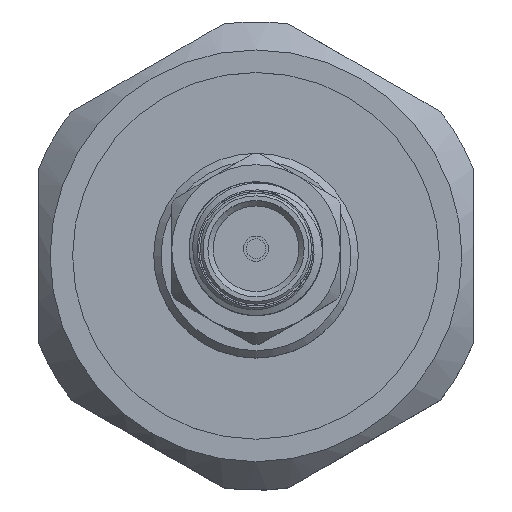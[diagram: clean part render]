
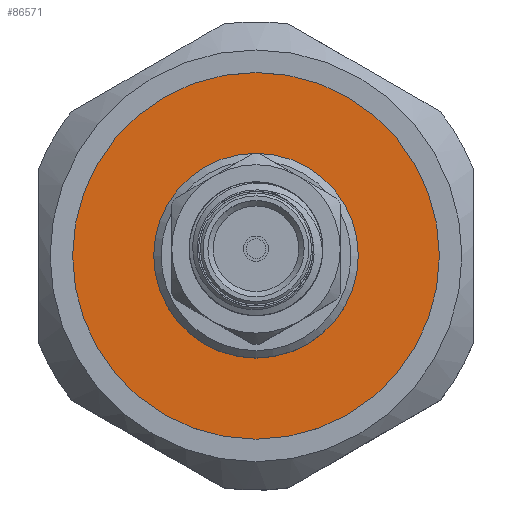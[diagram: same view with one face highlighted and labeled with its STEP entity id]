
A CAD part, top view. The second image highlights one B-rep face of the part: STEP entity #86571.
In plain terms, the highlighted face is planar.
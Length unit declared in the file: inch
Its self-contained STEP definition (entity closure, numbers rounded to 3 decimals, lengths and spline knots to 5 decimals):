
#1510 = CARTESIAN_POINT ( 'NONE',  ( 0.6846, 0., 0.34288 ) ) ;
#5604 = CARTESIAN_POINT ( 'NONE',  ( 0.6846, 0., 0. ) ) ;
#6452 = EDGE_LOOP ( 'NONE', ( #75678 ) ) ;
#10637 = AXIS2_PLACEMENT_3D ( 'NONE', #5604, #33251, #29145 ) ;
#11067 = CARTESIAN_POINT ( 'NONE',  ( 0.6846, 0., 0.17759 ) ) ;
#15410 = EDGE_CURVE ( 'NONE', #73181, #73181, #63491, .T. ) ;
#23975 = FACE_OUTER_BOUND ( 'NONE', #6452, .T. ) ;
#28889 = CARTESIAN_POINT ( 'NONE',  ( 0.6846, 0., 0. ) ) ;
#29145 = DIRECTION ( 'NONE',  ( 0., 0., 1. ) ) ;
#31655 = AXIS2_PLACEMENT_3D ( 'NONE', #28889, #76475, #77365 ) ;
#33251 = DIRECTION ( 'NONE',  ( -1., 0., 0. ) ) ;
#44876 = PLANE ( 'NONE',  #64913 ) ;
#49538 = VERTEX_POINT ( 'NONE', #1510 ) ;
#50137 = EDGE_CURVE ( 'NONE', #49538, #49538, #77236, .T. ) ;
#51846 = EDGE_LOOP ( 'NONE', ( #75186 ) ) ;
#53876 = DIRECTION ( 'NONE',  ( 0., 0., 1. ) ) ;
#56669 = CARTESIAN_POINT ( 'NONE',  ( 0.6846, 0.34288, 0. ) ) ;
#60223 = DIRECTION ( 'NONE',  ( -1., 0., 0. ) ) ;
#63491 = CIRCLE ( 'NONE', #31655, 0.17759 ) ;
#64913 = AXIS2_PLACEMENT_3D ( 'NONE', #56669, #60223, #53876 ) ;
#73181 = VERTEX_POINT ( 'NONE', #11067 ) ;
#75186 = ORIENTED_EDGE ( 'NONE', *, *, #15410, .T. ) ;
#75678 = ORIENTED_EDGE ( 'NONE', *, *, #50137, .F. ) ;
#76475 = DIRECTION ( 'NONE',  ( -1., 0., 0. ) ) ;
#77236 = CIRCLE ( 'NONE', #10637, 0.34288 ) ;
#77365 = DIRECTION ( 'NONE',  ( 0., 0., 1. ) ) ;
#86053 = FACE_BOUND ( 'NONE', #51846, .T. ) ;
#86571 = ADVANCED_FACE ( 'NONE', ( #86053, #23975 ), #44876, .F. ) ;
